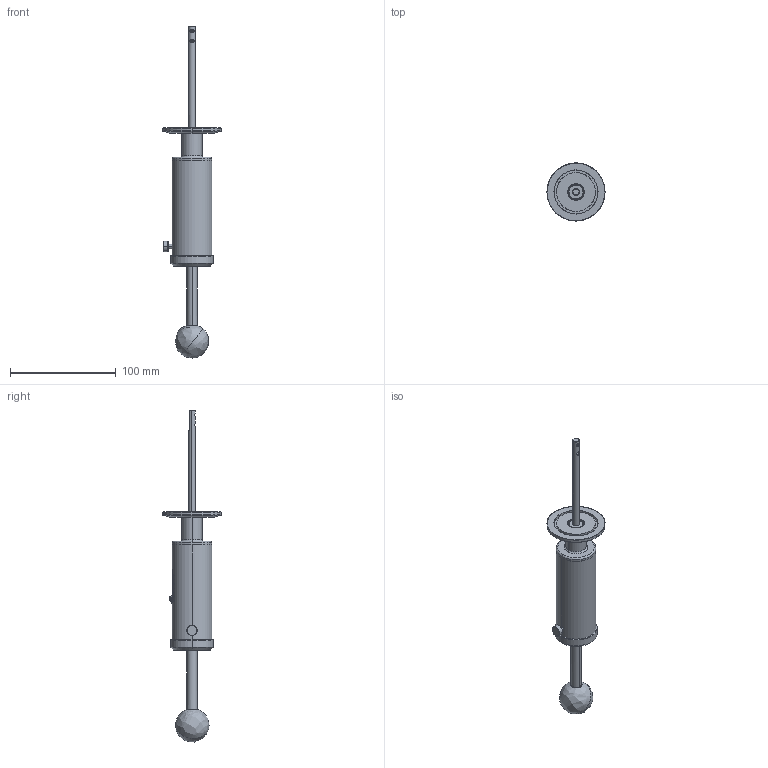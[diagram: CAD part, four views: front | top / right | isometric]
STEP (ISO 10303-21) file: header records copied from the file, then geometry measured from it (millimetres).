
FILE_DESCRIPTION (( 'STEP AP203' ), '1' );
FILE_NAME ('112056.stp', '2019-02-19T22:22:45', ( '' ), ( '' ), 'SwSTEP 2.0', 'SolidWorks 2012', '' );
FILE_SCHEMA (( 'CONFIG_CONTROL_DESIGN' ));
Length unit declared in the file: centimetre
Products named in the file (1): 112056
Bounding box: 54.86 x 54.86 x 313.6 mm (x, y, z)
Volume: 154422 mm3; surface area: 28754.8 mm2
Topology: 1 solids, 1 shells, 776 faces, 2092 edges, 1367 vertices
Faces by surface type: plane 391, bspline 160, cylinder 155, cone 70
Entity records: 49459 total; most frequent: CARTESIAN_POINT 31210, ORIENTED_EDGE 4172, DIRECTION 3189, EDGE_CURVE 2086, VERTEX_POINT 1367, AXIS2_PLACEMENT_3D 1104, LINE 981, VECTOR 981
